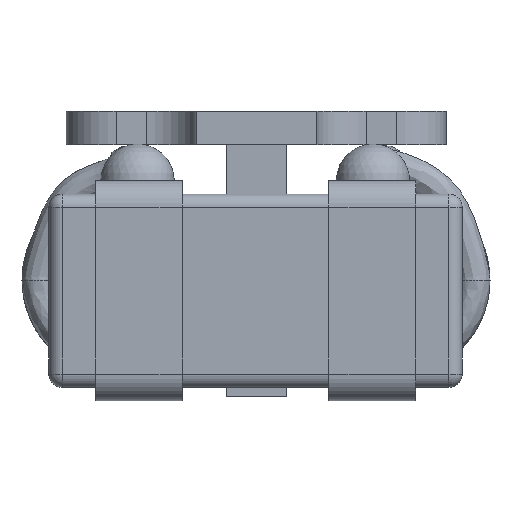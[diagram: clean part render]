
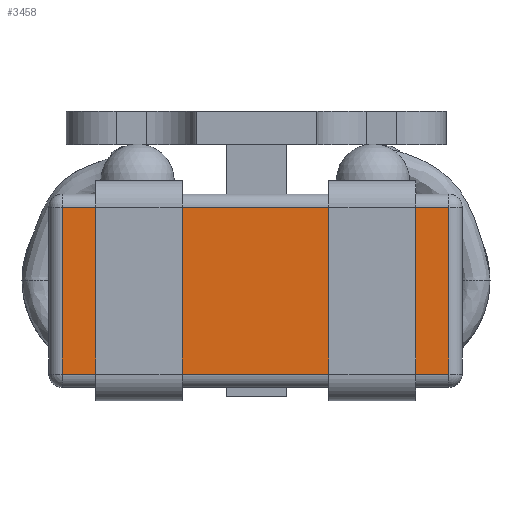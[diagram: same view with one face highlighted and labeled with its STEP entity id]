
A CAD part, front view. The second image highlights one B-rep face of the part: STEP entity #3458.
In plain terms, the highlighted planar face has unit normal (0, -1, 0).
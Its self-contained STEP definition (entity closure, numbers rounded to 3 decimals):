
#533=ORIENTED_EDGE('',*,*,#1564,.T.);
#534=ORIENTED_EDGE('',*,*,#1565,.T.);
#535=ORIENTED_EDGE('',*,*,#1566,.T.);
#536=ORIENTED_EDGE('',*,*,#1567,.T.);
#1564=EDGE_CURVE('',#2073,#2074,#2385,.F.);
#1565=EDGE_CURVE('',#2074,#2075,#2386,.F.);
#1566=EDGE_CURVE('',#2075,#2076,#2387,.T.);
#1567=EDGE_CURVE('',#2076,#2073,#2388,.T.);
#2073=VERTEX_POINT('',#5204);
#2074=VERTEX_POINT('',#5205);
#2075=VERTEX_POINT('',#5207);
#2076=VERTEX_POINT('',#5209);
#2385=LINE('',#5203,#2631);
#2386=LINE('',#5206,#2632);
#2387=LINE('',#5208,#2633);
#2388=LINE('',#5210,#2634);
#2631=VECTOR('',#4220,1000.);
#2632=VECTOR('',#4221,1000.);
#2633=VECTOR('',#4222,1000.);
#2634=VECTOR('',#4223,1000.);
#2852=EDGE_LOOP('',(#533,#534,#535,#536));
#3098=FACE_BOUND('',#2852,.T.);
#3338=PLANE('',#3789);
#3458=ADVANCED_FACE('',(#3098),#3338,.F.);
#3789=AXIS2_PLACEMENT_3D('',#5202,#4218,#4219);
#4218=DIRECTION('',(0.,1.,0.));
#4219=DIRECTION('',(-1.,0.,0.));
#4220=DIRECTION('',(0.,0.,-1.));
#4221=DIRECTION('',(1.,0.,0.));
#4222=DIRECTION('',(0.,0.,-1.));
#4223=DIRECTION('',(1.,0.,0.));
#5202=CARTESIAN_POINT('',(-3.1,-4.3,1.45));
#5203=CARTESIAN_POINT('',(2.9,-4.3,1.45));
#5204=CARTESIAN_POINT('',(2.9,-4.3,-1.25));
#5205=CARTESIAN_POINT('',(2.9,-4.3,1.25));
#5206=CARTESIAN_POINT('',(-2.9,-4.3,1.25));
#5207=CARTESIAN_POINT('',(-2.9,-4.3,1.25));
#5208=CARTESIAN_POINT('',(-2.9,-4.3,1.45));
#5209=CARTESIAN_POINT('',(-2.9,-4.3,-1.25));
#5210=CARTESIAN_POINT('',(-3.1,-4.3,-1.25));
